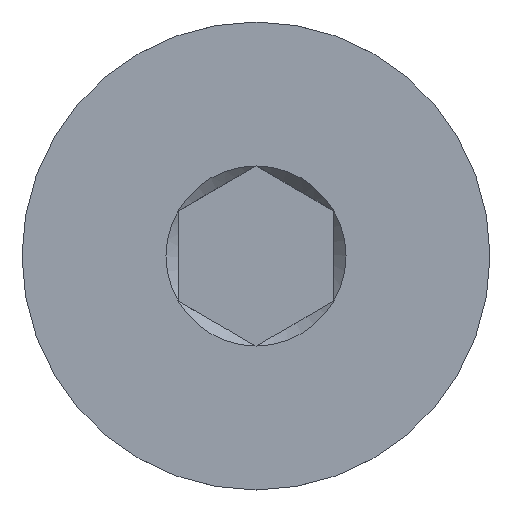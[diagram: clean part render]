
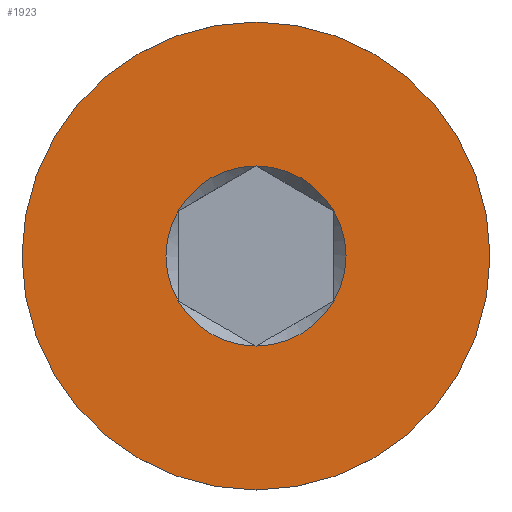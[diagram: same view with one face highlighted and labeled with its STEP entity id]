
A CAD part, top view. The second image highlights one B-rep face of the part: STEP entity #1923.
In plain terms, the highlighted planar face has unit normal (0, 0, 1).
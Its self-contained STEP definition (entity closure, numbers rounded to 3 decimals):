
#17=FACE_BOUND('',#324,.T.);
#18=PLANE('',#2063);
#217=FACE_OUTER_BOUND('',#323,.T.);
#323=EDGE_LOOP('',(#1513,#1514));
#324=EDGE_LOOP('',(#1515,#1516,#1517,#1518,#1519,#1520));
#349=CIRCLE('',#2054,2.309);
#350=CIRCLE('',#2056,6.);
#351=CIRCLE('',#2057,6.);
#356=CIRCLE('',#2064,2.309);
#357=CIRCLE('',#2065,2.309);
#358=CIRCLE('',#2066,2.309);
#359=CIRCLE('',#2067,2.309);
#360=CIRCLE('',#2068,2.309);
#827=VERTEX_POINT('',#13033);
#828=VERTEX_POINT('',#13034);
#829=VERTEX_POINT('',#13040);
#830=VERTEX_POINT('',#13041);
#836=VERTEX_POINT('',#13101);
#837=VERTEX_POINT('',#13103);
#838=VERTEX_POINT('',#13105);
#839=VERTEX_POINT('',#13107);
#1111=EDGE_CURVE('',#827,#828,#349,.T.);
#1112=EDGE_CURVE('',#829,#830,#350,.T.);
#1113=EDGE_CURVE('',#830,#829,#351,.T.);
#1122=EDGE_CURVE('',#828,#836,#356,.T.);
#1123=EDGE_CURVE('',#836,#837,#357,.T.);
#1124=EDGE_CURVE('',#837,#838,#358,.T.);
#1125=EDGE_CURVE('',#838,#839,#359,.T.);
#1126=EDGE_CURVE('',#839,#827,#360,.T.);
#1513=ORIENTED_EDGE('',*,*,#1112,.T.);
#1514=ORIENTED_EDGE('',*,*,#1113,.T.);
#1515=ORIENTED_EDGE('',*,*,#1122,.T.);
#1516=ORIENTED_EDGE('',*,*,#1123,.T.);
#1517=ORIENTED_EDGE('',*,*,#1124,.T.);
#1518=ORIENTED_EDGE('',*,*,#1125,.T.);
#1519=ORIENTED_EDGE('',*,*,#1126,.T.);
#1520=ORIENTED_EDGE('',*,*,#1111,.T.);
#1923=ADVANCED_FACE('',(#217,#17),#18,.F.);
#2054=AXIS2_PLACEMENT_3D('',#13038,#2356,#2357);
#2056=AXIS2_PLACEMENT_3D('',#13042,#2360,#2361);
#2057=AXIS2_PLACEMENT_3D('',#13043,#2362,#2363);
#2063=AXIS2_PLACEMENT_3D('',#13100,#2376,#2377);
#2064=AXIS2_PLACEMENT_3D('',#13102,#2378,#2379);
#2065=AXIS2_PLACEMENT_3D('',#13104,#2380,#2381);
#2066=AXIS2_PLACEMENT_3D('',#13106,#2382,#2383);
#2067=AXIS2_PLACEMENT_3D('',#13108,#2384,#2385);
#2068=AXIS2_PLACEMENT_3D('',#13109,#2386,#2387);
#2356=DIRECTION('center_axis',(0.,0.,-1.));
#2357=DIRECTION('ref_axis',(-1.,0.,0.));
#2360=DIRECTION('center_axis',(0.,0.,1.));
#2361=DIRECTION('ref_axis',(0.,-1.,0.));
#2362=DIRECTION('center_axis',(0.,0.,1.));
#2363=DIRECTION('ref_axis',(0.,-1.,0.));
#2376=DIRECTION('center_axis',(0.,0.,-1.));
#2377=DIRECTION('ref_axis',(0.,1.,0.));
#2378=DIRECTION('center_axis',(0.,0.,-1.));
#2379=DIRECTION('ref_axis',(-1.,0.,0.));
#2380=DIRECTION('center_axis',(0.,0.,-1.));
#2381=DIRECTION('ref_axis',(-1.,0.,0.));
#2382=DIRECTION('center_axis',(0.,0.,-1.));
#2383=DIRECTION('ref_axis',(-1.,0.,0.));
#2384=DIRECTION('center_axis',(0.,0.,-1.));
#2385=DIRECTION('ref_axis',(-1.,0.,0.));
#2386=DIRECTION('center_axis',(0.,0.,-1.));
#2387=DIRECTION('ref_axis',(-1.,0.,0.));
#13033=CARTESIAN_POINT('',(-2.,-1.155,22.5));
#13034=CARTESIAN_POINT('',(-2.,1.155,22.5));
#13038=CARTESIAN_POINT('Origin',(0.,0.,22.5));
#13040=CARTESIAN_POINT('',(0.,-6.,22.5));
#13041=CARTESIAN_POINT('',(0.,6.,22.5));
#13042=CARTESIAN_POINT('Origin',(0.,0.,22.5));
#13043=CARTESIAN_POINT('Origin',(0.,0.,22.5));
#13100=CARTESIAN_POINT('Origin',(0.,0.,
22.5));
#13101=CARTESIAN_POINT('',(0.,2.309,22.5));
#13102=CARTESIAN_POINT('Origin',(0.,0.,22.5));
#13103=CARTESIAN_POINT('',(2.,1.155,22.5));
#13104=CARTESIAN_POINT('Origin',(0.,0.,22.5));
#13105=CARTESIAN_POINT('',(2.,-1.155,22.5));
#13106=CARTESIAN_POINT('Origin',(0.,0.,22.5));
#13107=CARTESIAN_POINT('',(0.,-2.309,22.5));
#13108=CARTESIAN_POINT('Origin',(0.,0.,22.5));
#13109=CARTESIAN_POINT('Origin',(0.,0.,22.5));
